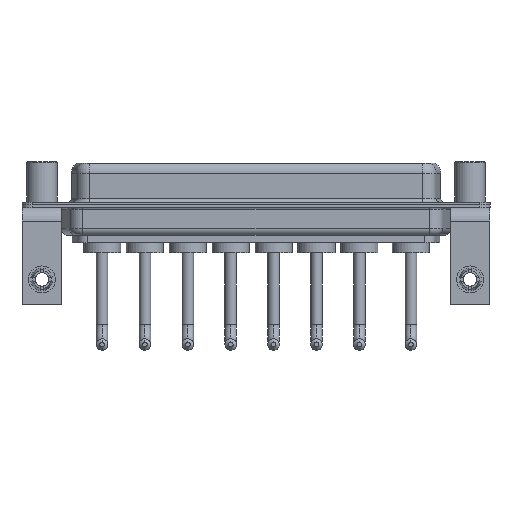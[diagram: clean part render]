
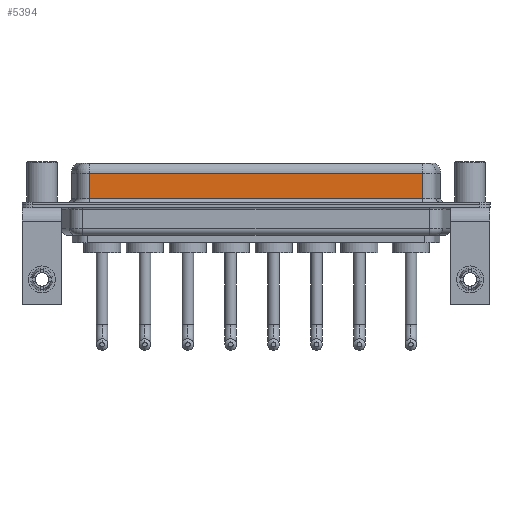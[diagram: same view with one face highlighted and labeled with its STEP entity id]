
A CAD part, front view. The second image highlights one B-rep face of the part: STEP entity #5394.
In plain terms, the highlighted planar face has unit normal (0, -1, 0).
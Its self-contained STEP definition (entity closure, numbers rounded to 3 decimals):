
#1101 = VERTEX_POINT ( 'NONE', #16974 ) ;
#1297 = VECTOR ( 'NONE', #10312, 1000. ) ;
#2052 = VERTEX_POINT ( 'NONE', #7419 ) ;
#2064 = ORIENTED_EDGE ( 'NONE', *, *, #13445, .T. ) ;
#3610 = EDGE_CURVE ( 'NONE', #12414, #1101, #7854, .T. ) ;
#4196 = DIRECTION ( 'NONE',  ( 0., 0., 1. ) ) ;
#4911 = CARTESIAN_POINT ( 'NONE',  ( 7.038, -3.95, 6.4 ) ) ;
#5214 = CARTESIAN_POINT ( 'NONE',  ( 56.462, -3.95, 4.65 ) ) ;
#5248 = LINE ( 'NONE', #6215, #8881 ) ;
#5394 = ADVANCED_FACE ( 'NONE', ( #12980 ), #16143, .F. ) ;
#6215 = CARTESIAN_POINT ( 'NONE',  ( 56.462, -3.95, 0.9 ) ) ;
#6278 = VECTOR ( 'NONE', #14405, 1000. ) ;
#6805 = CARTESIAN_POINT ( 'NONE',  ( 56.462, -3.95, 4.65 ) ) ;
#6962 = CARTESIAN_POINT ( 'NONE',  ( 56.462, -3.95, 0.9 ) ) ;
#7419 = CARTESIAN_POINT ( 'NONE',  ( 7.038, -3.95, 0.9 ) ) ;
#7684 = ORIENTED_EDGE ( 'NONE', *, *, #14449, .F. ) ;
#7854 = LINE ( 'NONE', #5214, #1297 ) ;
#8015 = AXIS2_PLACEMENT_3D ( 'NONE', #14823, #13679, #4196 ) ;
#8580 = VECTOR ( 'NONE', #9203, 1000. ) ;
#8881 = VECTOR ( 'NONE', #10248, 1000. ) ;
#9203 = DIRECTION ( 'NONE',  ( 0., 0., -1. ) ) ;
#9214 = CARTESIAN_POINT ( 'NONE',  ( 56.462, -3.95, 6.4 ) ) ;
#9310 = VERTEX_POINT ( 'NONE', #6962 ) ;
#10248 = DIRECTION ( 'NONE',  ( 1., 0., 0. ) ) ;
#10312 = DIRECTION ( 'NONE',  ( -1., 0., 0. ) ) ;
#11336 = EDGE_LOOP ( 'NONE', ( #7684, #15692, #15549, #2064 ) ) ;
#12022 = LINE ( 'NONE', #9214, #6278 ) ;
#12414 = VERTEX_POINT ( 'NONE', #6805 ) ;
#12980 = FACE_OUTER_BOUND ( 'NONE', #11336, .T. ) ;
#13159 = EDGE_CURVE ( 'NONE', #1101, #2052, #16969, .T. ) ;
#13445 = EDGE_CURVE ( 'NONE', #2052, #9310, #5248, .T. ) ;
#13679 = DIRECTION ( 'NONE',  ( 0., 1., 0. ) ) ;
#14405 = DIRECTION ( 'NONE',  ( 0., 0., -1. ) ) ;
#14449 = EDGE_CURVE ( 'NONE', #12414, #9310, #12022, .T. ) ;
#14823 = CARTESIAN_POINT ( 'NONE',  ( 56.462, -3.95, 6.4 ) ) ;
#15549 = ORIENTED_EDGE ( 'NONE', *, *, #13159, .T. ) ;
#15692 = ORIENTED_EDGE ( 'NONE', *, *, #3610, .T. ) ;
#16143 = PLANE ( 'NONE',  #8015 ) ;
#16969 = LINE ( 'NONE', #4911, #8580 ) ;
#16974 = CARTESIAN_POINT ( 'NONE',  ( 7.038, -3.95, 4.65 ) ) ;
